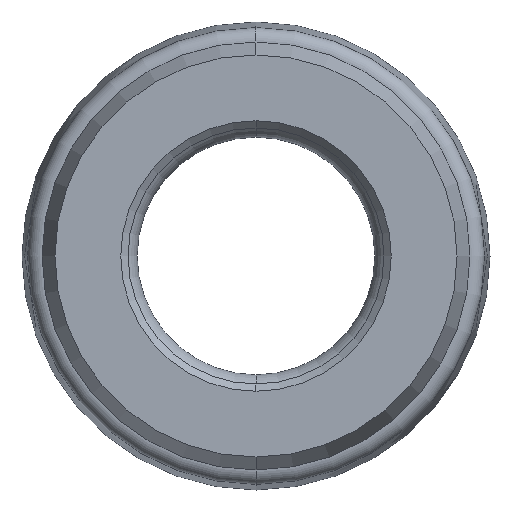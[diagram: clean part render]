
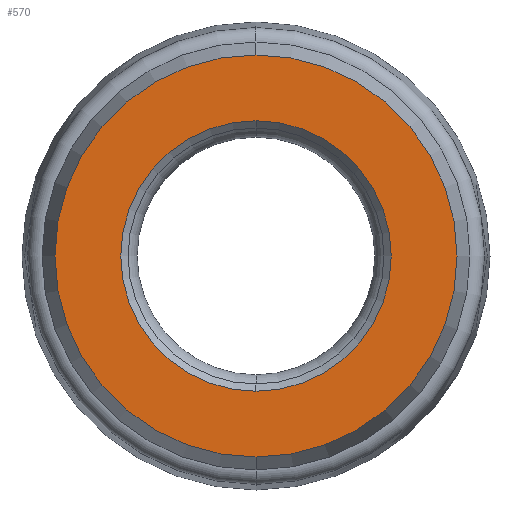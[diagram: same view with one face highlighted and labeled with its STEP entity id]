
A CAD part, left-side view. The second image highlights one B-rep face of the part: STEP entity #570.
In plain terms, the highlighted planar face has unit normal (-1, 0, 0).
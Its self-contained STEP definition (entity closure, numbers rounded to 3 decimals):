
#16 = CARTESIAN_POINT ( 'NONE',  ( 0., 0., 0. ) ) ;
#23 = DIRECTION ( 'NONE',  ( 0., 0., -1. ) ) ;
#30 = DIRECTION ( 'NONE',  ( 1., 0., 0. ) ) ;
#199 = AXIS2_PLACEMENT_3D ( 'NONE', #375, #389, #391 ) ;
#206 = AXIS2_PLACEMENT_3D ( 'NONE', #443, #433, #424 ) ;
#228 = AXIS2_PLACEMENT_3D ( 'NONE', #397, #396, #405 ) ;
#238 = AXIS2_PLACEMENT_3D ( 'NONE', #406, #410, #407 ) ;
#252 = EDGE_CURVE ( 'NONE', #692, #707, #531, .T. ) ;
#292 = AXIS2_PLACEMENT_3D ( 'NONE', #16, #30, #23 ) ;
#347 = CARTESIAN_POINT ( 'NONE',  ( 0., 0., -5.5 ) ) ;
#350 = CARTESIAN_POINT ( 'NONE',  ( 0., 0., 5.5 ) ) ;
#366 = CARTESIAN_POINT ( 'NONE',  ( 0., 0., 3.7 ) ) ;
#367 = CARTESIAN_POINT ( 'NONE',  ( 0., 0., -3.7 ) ) ;
#375 = CARTESIAN_POINT ( 'NONE',  ( 0., 3.5, 0. ) ) ;
#376 = PLANE ( 'NONE',  #199 ) ;
#389 = DIRECTION ( 'NONE',  ( 1., 0., 0. ) ) ;
#391 = DIRECTION ( 'NONE',  ( 0., 0., -1. ) ) ;
#396 = DIRECTION ( 'NONE',  ( -1., 0., 0. ) ) ;
#397 = CARTESIAN_POINT ( 'NONE',  ( 0., 0., 0. ) ) ;
#405 = DIRECTION ( 'NONE',  ( 0., 0., 1. ) ) ;
#406 = CARTESIAN_POINT ( 'NONE',  ( 0., 0., 0. ) ) ;
#407 = DIRECTION ( 'NONE',  ( 0., 0., -1. ) ) ;
#410 = DIRECTION ( 'NONE',  ( 1., 0., 0. ) ) ;
#424 = DIRECTION ( 'NONE',  ( 0., 0., 1. ) ) ;
#433 = DIRECTION ( 'NONE',  ( -1., 0., 0. ) ) ;
#443 = CARTESIAN_POINT ( 'NONE',  ( 0., 0., 0. ) ) ;
#531 = CIRCLE ( 'NONE', #292, 3.7 ) ;
#570 = ADVANCED_FACE ( 'NONE', ( #641, #642 ), #376, .F. ) ;
#575 = ORIENTED_EDGE ( 'NONE', *, *, #898, .T. ) ;
#582 = EDGE_LOOP ( 'NONE', ( #593, #575 ) ) ;
#593 = ORIENTED_EDGE ( 'NONE', *, *, #252, .T. ) ;
#605 = ORIENTED_EDGE ( 'NONE', *, *, #911, .T. ) ;
#611 = EDGE_LOOP ( 'NONE', ( #617, #605 ) ) ;
#617 = ORIENTED_EDGE ( 'NONE', *, *, #897, .T. ) ;
#641 = FACE_BOUND ( 'NONE', #582, .T. ) ;
#642 = FACE_OUTER_BOUND ( 'NONE', #611, .T. ) ;
#690 = VERTEX_POINT ( 'NONE', #350 ) ;
#692 = VERTEX_POINT ( 'NONE', #366 ) ;
#694 = VERTEX_POINT ( 'NONE', #347 ) ;
#707 = VERTEX_POINT ( 'NONE', #367 ) ;
#897 = EDGE_CURVE ( 'NONE', #694, #690, #1023, .T. ) ;
#898 = EDGE_CURVE ( 'NONE', #707, #692, #1015, .T. ) ;
#911 = EDGE_CURVE ( 'NONE', #690, #694, #1048, .T. ) ;
#1015 = CIRCLE ( 'NONE', #238, 3.7 ) ;
#1023 = CIRCLE ( 'NONE', #228, 5.5 ) ;
#1048 = CIRCLE ( 'NONE', #206, 5.5 ) ;
